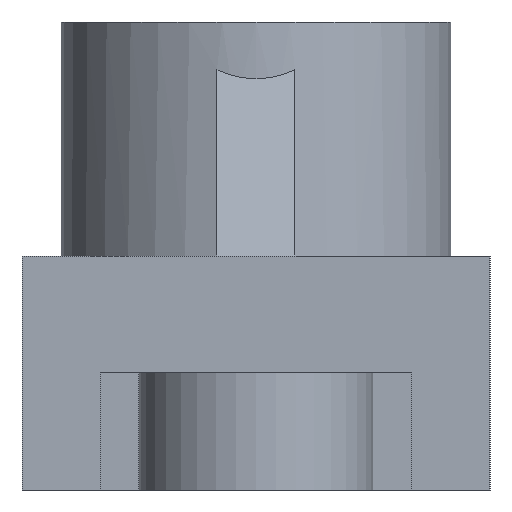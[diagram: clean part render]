
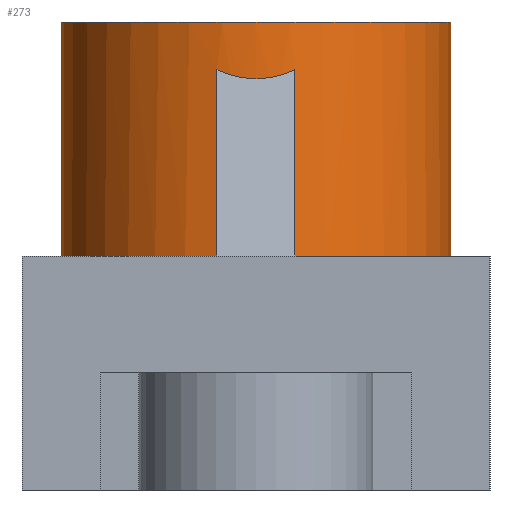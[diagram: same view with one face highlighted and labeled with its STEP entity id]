
A CAD part, left-side view. The second image highlights one B-rep face of the part: STEP entity #273.
In plain terms, the highlighted cylindrical face has radius 25 mm (diameter 50 mm), a full revolution.
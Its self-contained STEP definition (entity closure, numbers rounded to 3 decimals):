
#273=ADVANCED_FACE('',(#529,#531),#533,.T.);
#529=FACE_BOUND('',#530,.T.);
#530=EDGE_LOOP('',(#714,#715,#716,#717,#718,#719,#720,#721,#722));
#531=FACE_OUTER_BOUND('',#532,.T.);
#532=EDGE_LOOP('',(#723));
#533=CYLINDRICAL_SURFACE('',#534,25.);
#534=AXIS2_PLACEMENT_3D('',#535,#536,#537);
#535=CARTESIAN_POINT('',(0.,0.,0.));
#536=DIRECTION('',(0.,0.,1.));
#537=DIRECTION('',(-1.,0.,0.));
#714=ORIENTED_EDGE('',*,*,#812,.F.);
#715=ORIENTED_EDGE('',*,*,#806,.T.);
#716=ORIENTED_EDGE('',*,*,#813,.F.);
#717=ORIENTED_EDGE('',*,*,#808,.F.);
#718=ORIENTED_EDGE('',*,*,#807,.F.);
#719=ORIENTED_EDGE('',*,*,#814,.F.);
#720=ORIENTED_EDGE('',*,*,#802,.T.);
#721=ORIENTED_EDGE('',*,*,#815,.F.);
#722=ORIENTED_EDGE('',*,*,#798,.F.);
#723=ORIENTED_EDGE('',*,*,#816,.F.);
#798=EDGE_CURVE('',#918,#919,#920,.F.);
#802=EDGE_CURVE('',#925,#923,#926,.T.);
#806=EDGE_CURVE('',#928,#930,#932,.T.);
#807=EDGE_CURVE('',#933,#934,#935,.F.);
#808=EDGE_CURVE('',#934,#936,#937,.F.);
#812=EDGE_CURVE('',#928,#918,#942,.T.);
#813=EDGE_CURVE('',#936,#930,#943,.F.);
#814=EDGE_CURVE('',#925,#933,#944,.T.);
#815=EDGE_CURVE('',#919,#923,#945,.F.);
#816=EDGE_CURVE('',#946,#946,#947,.T.);
#918=VERTEX_POINT('',#1176);
#919=VERTEX_POINT('',#1177);
#920=(BOUNDED_CURVE()B_SPLINE_CURVE(3,
(#1178,#1179,#1180,#1181),
.UNSPECIFIED.,.F.,.F.)B_SPLINE_CURVE_WITH_KNOTS((4,4),
(0.,1.),
.UNSPECIFIED.)CURVE()GEOMETRIC_REPRESENTATION_ITEM()RATIONAL_B_SPLINE_CURVE((1.,
0.987,0.987,1.))REPRESENTATION_ITEM(''));
#923=VERTEX_POINT('',#1188);
#925=VERTEX_POINT('',#1192);
#926=CIRCLE('',#1193,25.);
#928=VERTEX_POINT('',#1200);
#930=VERTEX_POINT('',#1204);
#932=CIRCLE('',#1208,25.);
#933=VERTEX_POINT('',#1212);
#934=VERTEX_POINT('',#1213);
#935=(BOUNDED_CURVE()B_SPLINE_CURVE(3,
(#1214,#1215,#1216,#1217),
.UNSPECIFIED.,.F.,.F.)B_SPLINE_CURVE_WITH_KNOTS((4,4),
(0.,1.),
.UNSPECIFIED.)CURVE()GEOMETRIC_REPRESENTATION_ITEM()RATIONAL_B_SPLINE_CURVE((1.,
0.997,0.997,1.))REPRESENTATION_ITEM(''));
#936=VERTEX_POINT('',#1218);
#937=(BOUNDED_CURVE()B_SPLINE_CURVE(3,
(#1219,#1220,#1221,#1222),
.UNSPECIFIED.,.F.,.F.)B_SPLINE_CURVE_WITH_KNOTS((4,4),
(0.,1.),
.UNSPECIFIED.)CURVE()GEOMETRIC_REPRESENTATION_ITEM()RATIONAL_B_SPLINE_CURVE((1.,
0.997,0.997,1.))REPRESENTATION_ITEM(''));
#942=LINE('',#1234,#1235);
#943=LINE('',#1237,#1238);
#944=LINE('',#1240,#1241);
#945=LINE('',#1243,#1244);
#946=VERTEX_POINT('',#1246);
#947=CIRCLE('',#1247,25.);
#1176=CARTESIAN_POINT('',(24.495,5.,53.875));
#1177=CARTESIAN_POINT('',(24.495,-5.,53.875));
#1178=CARTESIAN_POINT('',(24.495,-5.,53.875));
#1179=CARTESIAN_POINT('',(25.171,-1.689,52.339));
#1180=CARTESIAN_POINT('',(25.171,1.689,52.339));
#1181=CARTESIAN_POINT('',(24.495,5.,53.875));
#1188=CARTESIAN_POINT('',(24.495,-5.,30.));
#1192=CARTESIAN_POINT('',(-24.495,-5.,30.));
#1193=AXIS2_PLACEMENT_3D('',#1194,#1195,#1196);
#1194=CARTESIAN_POINT('',(0.,0.,30.));
#1195=DIRECTION('',(0.,0.,1.));
#1196=DIRECTION('',(-0.98,-0.2,0.));
#1200=CARTESIAN_POINT('',(24.495,5.,30.));
#1204=CARTESIAN_POINT('',(-24.495,5.,30.));
#1208=AXIS2_PLACEMENT_3D('',#1209,#1210,#1211);
#1209=CARTESIAN_POINT('',(0.,0.,30.));
#1210=DIRECTION('',(0.,0.,1.));
#1211=DIRECTION('',(0.98,0.2,0.));
#1212=CARTESIAN_POINT('',(-24.495,-5.,53.875));
#1213=CARTESIAN_POINT('',(-25.,0.,52.727));
#1214=CARTESIAN_POINT('',(-25.,0.,52.727));
#1215=CARTESIAN_POINT('',(-25.,-1.681,52.727));
#1216=CARTESIAN_POINT('',(-24.831,-3.353,53.111));
#1217=CARTESIAN_POINT('',(-24.495,-5.,53.875));
#1218=CARTESIAN_POINT('',(-24.495,5.,53.875));
#1219=CARTESIAN_POINT('',(-24.495,5.,53.875));
#1220=CARTESIAN_POINT('',(-24.831,3.353,53.111));
#1221=CARTESIAN_POINT('',(-25.,1.681,52.727));
#1222=CARTESIAN_POINT('',(-25.,0.,52.727));
#1234=CARTESIAN_POINT('',(24.495,5.,30.));
#1235=VECTOR('',#1236,1.);
#1236=DIRECTION('',(0.,0.,1.));
#1237=CARTESIAN_POINT('',(-24.495,5.,30.));
#1238=VECTOR('',#1239,1.);
#1239=DIRECTION('',(0.,0.,1.));
#1240=CARTESIAN_POINT('',(-24.495,-5.,30.));
#1241=VECTOR('',#1242,1.);
#1242=DIRECTION('',(0.,0.,1.));
#1243=CARTESIAN_POINT('',(24.495,-5.,30.));
#1244=VECTOR('',#1245,1.);
#1245=DIRECTION('',(0.,0.,1.));
#1246=CARTESIAN_POINT('',(-25.,0.,60.));
#1247=AXIS2_PLACEMENT_3D('',#1248,#1249,#1250);
#1248=CARTESIAN_POINT('',(0.,0.,60.));
#1249=DIRECTION('',(0.,0.,1.));
#1250=DIRECTION('',(-1.,0.,0.));
